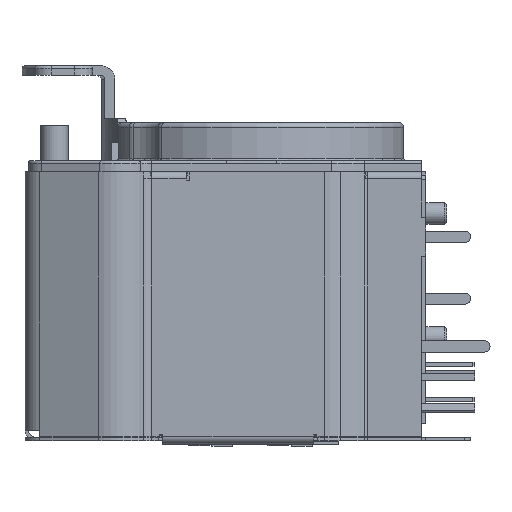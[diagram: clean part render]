
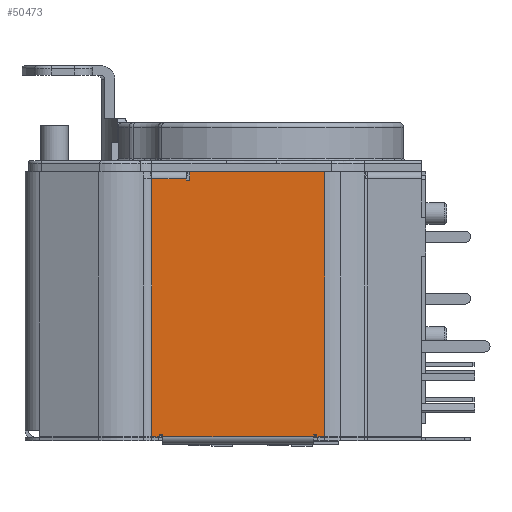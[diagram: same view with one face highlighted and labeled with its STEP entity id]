
A CAD part, left-side view. The second image highlights one B-rep face of the part: STEP entity #50473.
In plain terms, the highlighted planar face has unit normal (-1, 0, 0).
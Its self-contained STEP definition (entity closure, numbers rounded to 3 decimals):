
#49683=CARTESIAN_POINT('',(-11.35,-4.438,-19.));
#49684=VERTEX_POINT('',#49683);
#49692=CARTESIAN_POINT('',(-11.35,6.378,-19.));
#49693=VERTEX_POINT('',#49692);
#49694=CARTESIAN_POINT('',(-11.35,-4.438,-19.0));
#49695=DIRECTION('',(0.0,1.0,0.0));
#49696=VECTOR('',#49695,10.816);
#49697=LINE('',#49694,#49696);
#49698=EDGE_CURVE('',#49684,#49693,#49697,.T.);
#50280=CARTESIAN_POINT('',(-11.35,6.378,-18.875));
#50281=VERTEX_POINT('',#50280);
#50282=CARTESIAN_POINT('',(-11.35,6.378,-18.875));
#50283=DIRECTION('',(0.0,0.0,-1.0));
#50284=VECTOR('',#50283,0.125);
#50285=LINE('',#50282,#50284);
#50286=EDGE_CURVE('',#50281,#49693,#50285,.T.);
#50311=CARTESIAN_POINT('',(-11.35,6.628,-19.));
#50312=VERTEX_POINT('',#50311);
#50313=CARTESIAN_POINT('',(-11.35,6.628,-18.875));
#50314=VERTEX_POINT('',#50313);
#50315=CARTESIAN_POINT('',(-11.35,6.628,-19.));
#50316=DIRECTION('',(0.0,0.0,1.0));
#50317=VECTOR('',#50316,0.125);
#50318=LINE('',#50315,#50317);
#50319=EDGE_CURVE('',#50312,#50314,#50318,.T.);
#50351=CARTESIAN_POINT('',(-11.35,6.628,-18.875));
#50352=DIRECTION('',(0.0,-1.0,0.0));
#50353=VECTOR('',#50352,0.25);
#50354=LINE('',#50351,#50353);
#50355=EDGE_CURVE('',#50314,#50281,#50354,.T.);
#50368=CARTESIAN_POINT('',(-11.35,27.154,-9.5));
#50369=DIRECTION('',(-1.0,0.0,0.0));
#50370=DIRECTION('',(0.0,0.0,-1.0));
#50371=AXIS2_PLACEMENT_3D('',#50368,#50369,#50370);
#50372=PLANE('',#50371);
#50373=ORIENTED_EDGE('',*,*,#50319,.T.);
#50374=ORIENTED_EDGE('',*,*,#50355,.T.);
#50375=ORIENTED_EDGE('',*,*,#50286,.T.);
#50376=ORIENTED_EDGE('',*,*,#49698,.F.);
#50377=CARTESIAN_POINT('',(-11.35,-4.438,-18.875));
#50378=VERTEX_POINT('',#50377);
#50379=CARTESIAN_POINT('',(-11.35,-4.438,-19.));
#50380=DIRECTION('',(0.0,0.0,1.0));
#50381=VECTOR('',#50380,0.125);
#50382=LINE('',#50379,#50381);
#50383=EDGE_CURVE('',#49684,#50378,#50382,.T.);
#50384=ORIENTED_EDGE('',*,*,#50383,.T.);
#50385=CARTESIAN_POINT('',(-11.35,-4.688,-18.875));
#50386=VERTEX_POINT('',#50385);
#50387=CARTESIAN_POINT('',(-11.35,-4.438,-18.875));
#50388=DIRECTION('',(0.0,-1.0,0.0));
#50389=VECTOR('',#50388,0.25);
#50390=LINE('',#50387,#50389);
#50391=EDGE_CURVE('',#50378,#50386,#50390,.T.);
#50392=ORIENTED_EDGE('',*,*,#50391,.T.);
#50393=CARTESIAN_POINT('',(-11.35,-4.688,-19.));
#50394=VERTEX_POINT('',#50393);
#50395=CARTESIAN_POINT('',(-11.35,-4.688,-18.875));
#50396=DIRECTION('',(0.0,0.0,-1.0));
#50397=VECTOR('',#50396,0.125);
#50398=LINE('',#50395,#50397);
#50399=EDGE_CURVE('',#50386,#50394,#50398,.T.);
#50400=ORIENTED_EDGE('',*,*,#50399,.T.);
#50401=CARTESIAN_POINT('',(-11.35,-5.238,-19.0));
#50402=VERTEX_POINT('',#50401);
#50403=CARTESIAN_POINT('',(-11.35,-5.238,-19.0));
#50404=DIRECTION('',(0.0,1.0,0.0));
#50405=VECTOR('',#50404,0.55);
#50406=LINE('',#50403,#50405);
#50407=EDGE_CURVE('',#50402,#50394,#50406,.T.);
#50408=ORIENTED_EDGE('',*,*,#50407,.F.);
#50409=CARTESIAN_POINT('',(-11.35,-5.238,0.0));
#50410=VERTEX_POINT('',#50409);
#50411=CARTESIAN_POINT('',(-11.35,-5.238,0.0));
#50412=DIRECTION('',(0.0,0.0,-1.0));
#50413=VECTOR('',#50412,19.0);
#50414=LINE('',#50411,#50413);
#50415=EDGE_CURVE('',#50410,#50402,#50414,.T.);
#50416=ORIENTED_EDGE('',*,*,#50415,.F.);
#50417=CARTESIAN_POINT('',(-11.35,4.428,0.0));
#50418=VERTEX_POINT('',#50417);
#50419=CARTESIAN_POINT('',(-11.35,-5.238,0.0));
#50420=DIRECTION('',(0.0,1.0,0.0));
#50421=VECTOR('',#50420,9.666);
#50422=LINE('',#50419,#50421);
#50423=EDGE_CURVE('',#50410,#50418,#50422,.T.);
#50424=ORIENTED_EDGE('',*,*,#50423,.T.);
#50425=CARTESIAN_POINT('',(-11.35,4.428,-0.625));
#50426=VERTEX_POINT('',#50425);
#50427=CARTESIAN_POINT('',(-11.35,4.428,0.0));
#50428=DIRECTION('',(0.0,0.0,-1.0));
#50429=VECTOR('',#50428,0.625);
#50430=LINE('',#50427,#50429);
#50431=EDGE_CURVE('',#50418,#50426,#50430,.T.);
#50432=ORIENTED_EDGE('',*,*,#50431,.T.);
#50433=CARTESIAN_POINT('',(-11.35,4.678,-0.625));
#50434=VERTEX_POINT('',#50433);
#50435=CARTESIAN_POINT('',(-11.35,4.428,-0.625));
#50436=DIRECTION('',(0.0,1.0,0.0));
#50437=VECTOR('',#50436,0.25);
#50438=LINE('',#50435,#50437);
#50439=EDGE_CURVE('',#50426,#50434,#50438,.T.);
#50440=ORIENTED_EDGE('',*,*,#50439,.T.);
#50441=CARTESIAN_POINT('',(-11.35,4.678,-0.5));
#50442=VERTEX_POINT('',#50441);
#50443=CARTESIAN_POINT('',(-11.35,4.678,-0.625));
#50444=DIRECTION('',(0.0,0.0,1.0));
#50445=VECTOR('',#50444,0.125);
#50446=LINE('',#50443,#50445);
#50447=EDGE_CURVE('',#50434,#50442,#50446,.T.);
#50448=ORIENTED_EDGE('',*,*,#50447,.T.);
#50449=CARTESIAN_POINT('',(-11.35,7.178,-0.5));
#50450=VERTEX_POINT('',#50449);
#50451=CARTESIAN_POINT('',(-11.35,4.678,-0.5));
#50452=DIRECTION('',(0.0,1.0,0.0));
#50453=VECTOR('',#50452,2.5);
#50454=LINE('',#50451,#50453);
#50455=EDGE_CURVE('',#50442,#50450,#50454,.T.);
#50456=ORIENTED_EDGE('',*,*,#50455,.T.);
#50457=CARTESIAN_POINT('',(-11.35,7.178,-19.0));
#50458=VERTEX_POINT('',#50457);
#50459=CARTESIAN_POINT('',(-11.35,7.178,-0.5));
#50460=DIRECTION('',(0.0,0.0,-1.0));
#50461=VECTOR('',#50460,18.5);
#50462=LINE('',#50459,#50461);
#50463=EDGE_CURVE('',#50450,#50458,#50462,.T.);
#50464=ORIENTED_EDGE('',*,*,#50463,.T.);
#50465=CARTESIAN_POINT('',(-11.35,6.628,-19.0));
#50466=DIRECTION('',(0.0,1.0,0.0));
#50467=VECTOR('',#50466,0.55);
#50468=LINE('',#50465,#50467);
#50469=EDGE_CURVE('',#50312,#50458,#50468,.T.);
#50470=ORIENTED_EDGE('',*,*,#50469,.F.);
#50471=EDGE_LOOP('',(#50373,#50374,#50375,#50376,#50384,#50392,#50400,#50408,#50416,#50424,#50432,#50440,#50448,#50456,#50464,#50470));
#50472=FACE_OUTER_BOUND('',#50471,.T.);
#50473=ADVANCED_FACE('',(#50472),#50372,.T.);
